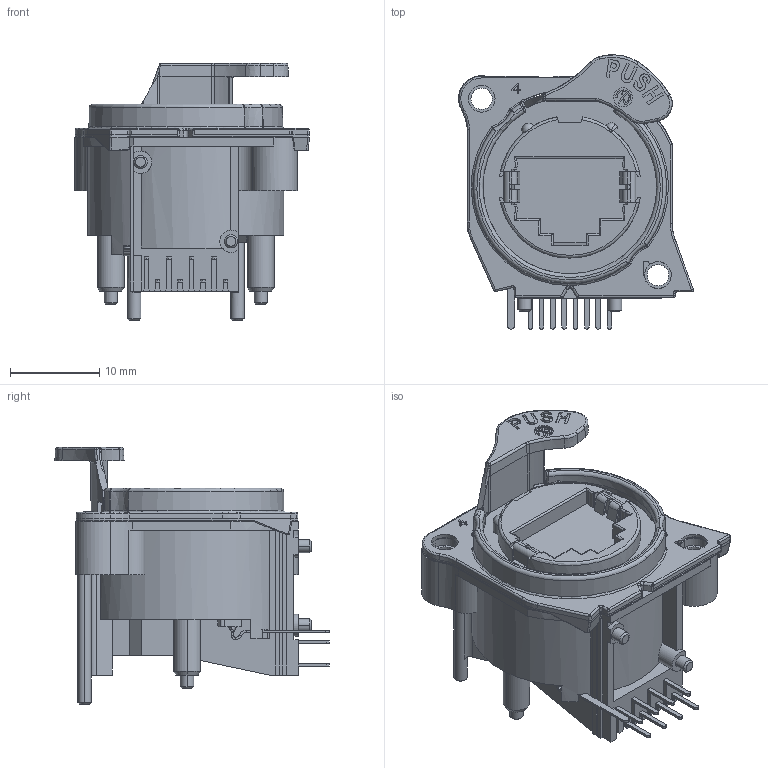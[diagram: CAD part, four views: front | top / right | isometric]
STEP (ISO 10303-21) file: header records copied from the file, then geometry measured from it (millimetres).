
FILE_DESCRIPTION((''),'2;1');
FILE_NAME('30009337','2025-02-06T15:31:42',('SYSTEM'),(''),'CREO PARAMETRIC BY PTC INC, 2023424','CREO PARAMETRIC BY PTC INC, 2023424','');
FILE_SCHEMA(('CONFIG_CONTROL_DESIGN'));
Length unit declared in the file: millimetre
Products named in the file (1): 30009337
Bounding box: 26.39 x 30.79 x 28.87 mm (x, y, z)
Volume: 7343.7 mm3; surface area: 4536.2 mm2
Topology: 1 solids, 6 shells, 1341 faces, 3504 edges, 2173 vertices
Faces by surface type: plane 697, cylinder 293, bspline 132, cone 71, torus 60, extrusion 51, sphere 37
Entity records: 47113 total; most frequent: CARTESIAN_POINT 15471, ORIENTED_EDGE 7002, DIRECTION 6000, EDGE_CURVE 3501, VERTEX_POINT 2173, VECTOR 2082, LINE 2031, AXIS2_PLACEMENT_3D 1959
